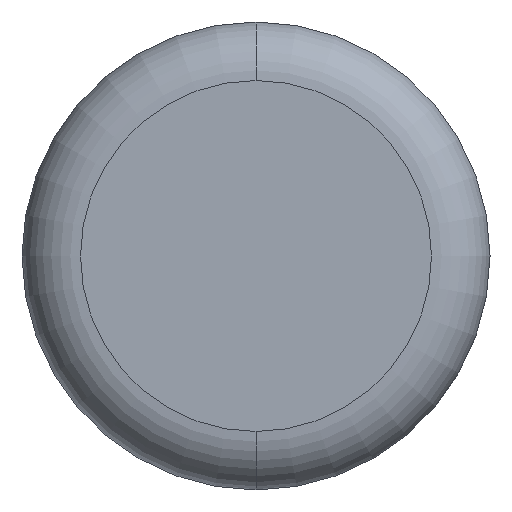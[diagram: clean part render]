
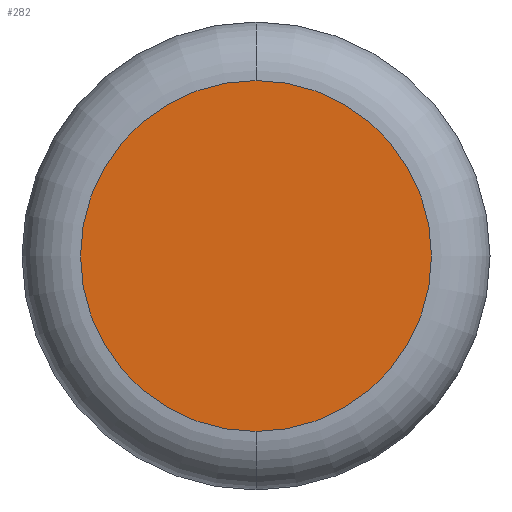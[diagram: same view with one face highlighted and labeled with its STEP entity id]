
A CAD part, front view. The second image highlights one B-rep face of the part: STEP entity #282.
In plain terms, the highlighted planar face has unit normal (0, -1, 0).
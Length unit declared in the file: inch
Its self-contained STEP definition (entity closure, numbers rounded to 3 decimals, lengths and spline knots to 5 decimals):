
#29 = DIRECTION ( 'NONE',  ( 0., -1., 0. ) ) ;
#48 = DIRECTION ( 'NONE',  ( 0., -1., 0. ) ) ;
#50 = VERTEX_POINT ( 'NONE', #100 ) ;
#79 = DIRECTION ( 'NONE',  ( 0., 0., -1. ) ) ;
#100 = CARTESIAN_POINT ( 'NONE',  ( 0., 0., -0.375 ) ) ;
#157 = ORIENTED_EDGE ( 'NONE', *, *, #161, .T. ) ;
#161 = EDGE_CURVE ( 'NONE', #343, #50, #319, .T. ) ;
#168 = AXIS2_PLACEMENT_3D ( 'NONE', #170, #425, #79 ) ;
#170 = CARTESIAN_POINT ( 'NONE',  ( 0., 0., 0. ) ) ;
#215 = AXIS2_PLACEMENT_3D ( 'NONE', #406, #29, #358 ) ;
#255 = AXIS2_PLACEMENT_3D ( 'NONE', #433, #48, #516 ) ;
#282 = ADVANCED_FACE ( 'NONE', ( #530 ), #499, .T. ) ;
#302 = ORIENTED_EDGE ( 'NONE', *, *, #531, .T. ) ;
#319 = CIRCLE ( 'NONE', #255, 0.375 ) ;
#323 = CARTESIAN_POINT ( 'NONE',  ( 0., 0., 0.375 ) ) ;
#343 = VERTEX_POINT ( 'NONE', #323 ) ;
#358 = DIRECTION ( 'NONE',  ( 0., 0., -1. ) ) ;
#406 = CARTESIAN_POINT ( 'NONE',  ( 0., 0., 0. ) ) ;
#418 = CIRCLE ( 'NONE', #215, 0.375 ) ;
#425 = DIRECTION ( 'NONE',  ( 0., -1., 0. ) ) ;
#433 = CARTESIAN_POINT ( 'NONE',  ( 0., 0., 0. ) ) ;
#495 = EDGE_LOOP ( 'NONE', ( #302, #157 ) ) ;
#499 = PLANE ( 'NONE',  #168 ) ;
#516 = DIRECTION ( 'NONE',  ( 0., 0., -1. ) ) ;
#530 = FACE_OUTER_BOUND ( 'NONE', #495, .T. ) ;
#531 = EDGE_CURVE ( 'NONE', #50, #343, #418, .T. ) ;
